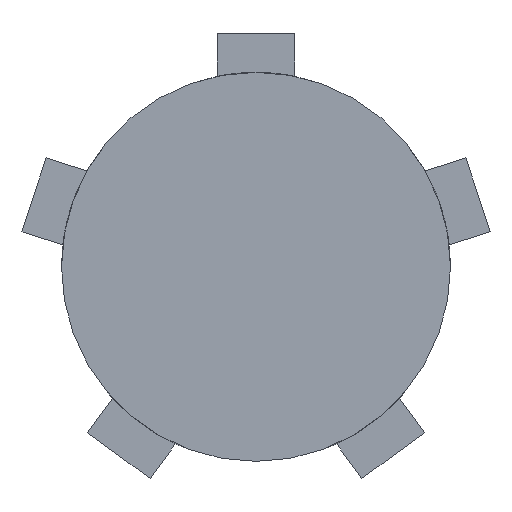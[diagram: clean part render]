
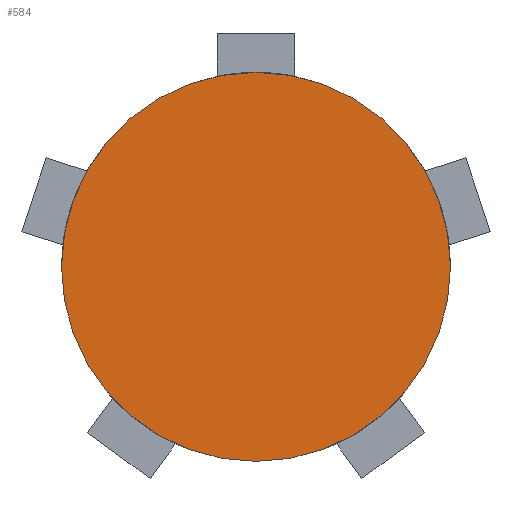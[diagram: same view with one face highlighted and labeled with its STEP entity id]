
A CAD part, left-side view. The second image highlights one B-rep face of the part: STEP entity #584.
In plain terms, the highlighted planar face has unit normal (-1, 0, 0).
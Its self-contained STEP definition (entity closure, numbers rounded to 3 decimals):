
#31 = CARTESIAN_POINT ( 'NONE',  ( -107.5, 0., 10. ) ) ;
#41 = CARTESIAN_POINT ( 'NONE',  ( -107.5, 0., 0. ) ) ;
#55 = DIRECTION ( 'NONE',  ( 1., 0., 0. ) ) ;
#277 = VERTEX_POINT ( 'NONE', #31 ) ;
#326 = PLANE ( 'NONE',  #562 ) ;
#361 = DIRECTION ( 'NONE',  ( -1., 0., 0. ) ) ;
#507 = EDGE_CURVE ( 'NONE', #277, #277, #801, .T. ) ;
#512 = DIRECTION ( 'NONE',  ( 0., 0., -1. ) ) ;
#560 = FACE_OUTER_BOUND ( 'NONE', #684, .T. ) ;
#562 = AXIS2_PLACEMENT_3D ( 'NONE', #679, #55, #512 ) ;
#584 = ADVANCED_FACE ( 'NONE', ( #560 ), #326, .F. ) ;
#679 = CARTESIAN_POINT ( 'NONE',  ( -107.5, 10., 0. ) ) ;
#684 = EDGE_LOOP ( 'NONE', ( #759 ) ) ;
#741 = AXIS2_PLACEMENT_3D ( 'NONE', #41, #361, #785 ) ;
#759 = ORIENTED_EDGE ( 'NONE', *, *, #507, .T. ) ;
#785 = DIRECTION ( 'NONE',  ( 0., 0., 1. ) ) ;
#801 = CIRCLE ( 'NONE', #741, 10. ) ;
